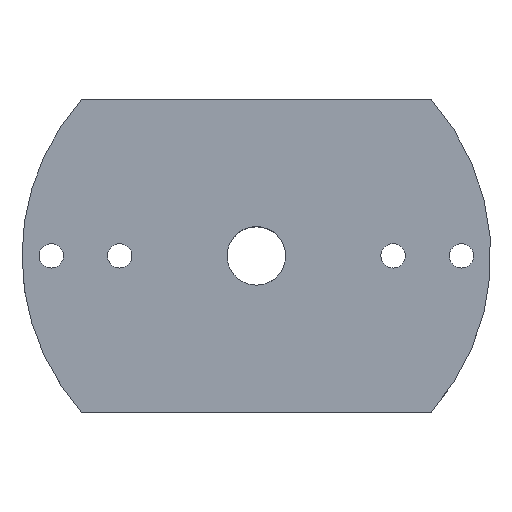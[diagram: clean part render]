
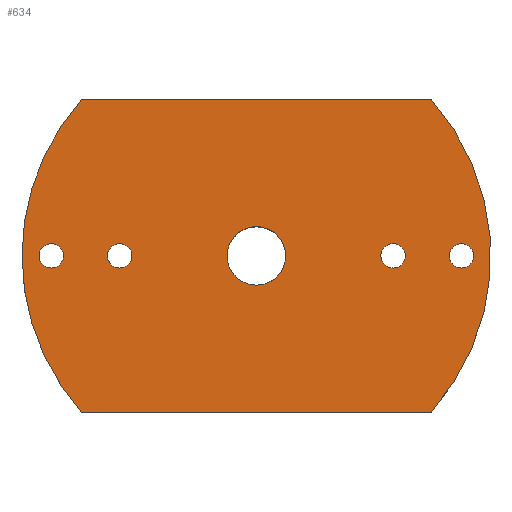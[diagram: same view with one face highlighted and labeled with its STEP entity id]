
A CAD part, top view. The second image highlights one B-rep face of the part: STEP entity #634.
In plain terms, the highlighted planar face has unit normal (0, 0, 1).
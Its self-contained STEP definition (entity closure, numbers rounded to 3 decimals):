
#5 = ORIENTED_EDGE ( 'NONE', *, *, #1435, .F. ) ;
#12 = AXIS2_PLACEMENT_3D ( 'NONE', #1423, #687, #937 ) ;
#26 = VERTEX_POINT ( 'NONE', #498 ) ;
#29 = CIRCLE ( 'NONE', #1369, 1.25 ) ;
#31 = VECTOR ( 'NONE', #1575, 1000. ) ;
#36 = ORIENTED_EDGE ( 'NONE', *, *, #653, .F. ) ;
#59 = EDGE_CURVE ( 'NONE', #364, #181, #956, .T. ) ;
#79 = EDGE_CURVE ( 'NONE', #1076, #26, #29, .T. ) ;
#94 = CARTESIAN_POINT ( 'NONE',  ( 22.25, 0., 16. ) ) ;
#95 = ORIENTED_EDGE ( 'NONE', *, *, #1474, .F. ) ;
#101 = CARTESIAN_POINT ( 'NONE',  ( 15.25, 0., 16. ) ) ;
#118 = DIRECTION ( 'NONE',  ( 1., 0., 0. ) ) ;
#122 = DIRECTION ( 'NONE',  ( 0., 0., 1. ) ) ;
#125 = CARTESIAN_POINT ( 'NONE',  ( 14., 0., 16. ) ) ;
#145 = CARTESIAN_POINT ( 'NONE',  ( -22.25, 0., 16. ) ) ;
#151 = CARTESIAN_POINT ( 'NONE',  ( 19.75, 0., 16. ) ) ;
#163 = DIRECTION ( 'NONE',  ( 0., 0., 1. ) ) ;
#164 = DIRECTION ( 'NONE',  ( 0., 0., 1. ) ) ;
#181 = VERTEX_POINT ( 'NONE', #151 ) ;
#192 = FACE_BOUND ( 'NONE', #762, .T. ) ;
#225 = CIRCLE ( 'NONE', #1390, 3. ) ;
#228 = ORIENTED_EDGE ( 'NONE', *, *, #1052, .F. ) ;
#236 = CIRCLE ( 'NONE', #1412, 24. ) ;
#240 = CARTESIAN_POINT ( 'NONE',  ( -19.75, 0., 16. ) ) ;
#242 = DIRECTION ( 'NONE',  ( 0., 0., 1. ) ) ;
#248 = VERTEX_POINT ( 'NONE', #765 ) ;
#255 = ORIENTED_EDGE ( 'NONE', *, *, #59, .F. ) ;
#260 = AXIS2_PLACEMENT_3D ( 'NONE', #125, #993, #1580 ) ;
#268 = CARTESIAN_POINT ( 'NONE',  ( -33.117, 16., 16. ) ) ;
#269 = CARTESIAN_POINT ( 'NONE',  ( 21., 0., 16. ) ) ;
#320 = CIRCLE ( 'NONE', #260, 1.25 ) ;
#338 = AXIS2_PLACEMENT_3D ( 'NONE', #864, #122, #870 ) ;
#361 = CARTESIAN_POINT ( 'NONE',  ( -33.117, -16., 16. ) ) ;
#364 = VERTEX_POINT ( 'NONE', #94 ) ;
#369 = VERTEX_POINT ( 'NONE', #943 ) ;
#376 = CIRCLE ( 'NONE', #1333, 1.25 ) ;
#414 = ORIENTED_EDGE ( 'NONE', *, *, #785, .T. ) ;
#418 = DIRECTION ( 'NONE',  ( 1., 0., 0. ) ) ;
#432 = ORIENTED_EDGE ( 'NONE', *, *, #1407, .F. ) ;
#436 = CARTESIAN_POINT ( 'NONE',  ( -3., 0., 16. ) ) ;
#498 = CARTESIAN_POINT ( 'NONE',  ( -15.25, 0., 16. ) ) ;
#532 = DIRECTION ( 'NONE',  ( 1., 0., 0. ) ) ;
#533 = CARTESIAN_POINT ( 'NONE',  ( -21., 0., 16. ) ) ;
#545 = CIRCLE ( 'NONE', #1148, 1.25 ) ;
#551 = EDGE_CURVE ( 'NONE', #1461, #717, #545, .T. ) ;
#560 = EDGE_CURVE ( 'NONE', #369, #1151, #641, .T. ) ;
#591 = PLANE ( 'NONE',  #1256 ) ;
#593 = DIRECTION ( 'NONE',  ( 1., 0., 0. ) ) ;
#621 = VERTEX_POINT ( 'NONE', #1003 ) ;
#631 = VERTEX_POINT ( 'NONE', #1472 ) ;
#634 = ADVANCED_FACE ( 'NONE', ( #679, #1516, #192, #1355, #1527, #1530 ), #591, .T. ) ;
#637 = LINE ( 'NONE', #361, #1380 ) ;
#641 = CIRCLE ( 'NONE', #1216, 24. ) ;
#652 = CARTESIAN_POINT ( 'NONE',  ( -14., 0., 16. ) ) ;
#653 = EDGE_CURVE ( 'NONE', #181, #364, #376, .T. ) ;
#658 = ORIENTED_EDGE ( 'NONE', *, *, #909, .T. ) ;
#660 = EDGE_CURVE ( 'NONE', #1146, #369, #236, .T. ) ;
#675 = LINE ( 'NONE', #268, #31 ) ;
#679 = FACE_BOUND ( 'NONE', #1308, .T. ) ;
#687 = DIRECTION ( 'NONE',  ( 0., 0., 1. ) ) ;
#706 = DIRECTION ( 'NONE',  ( 0., 0., 1. ) ) ;
#709 = DIRECTION ( 'NONE',  ( 1., 0., 0. ) ) ;
#717 = VERTEX_POINT ( 'NONE', #145 ) ;
#729 = ORIENTED_EDGE ( 'NONE', *, *, #551, .F. ) ;
#758 = CARTESIAN_POINT ( 'NONE',  ( -14., 0., 16. ) ) ;
#762 = EDGE_LOOP ( 'NONE', ( #5, #95 ) ) ;
#765 = CARTESIAN_POINT ( 'NONE',  ( 17.889, -16., 16. ) ) ;
#784 = CIRCLE ( 'NONE', #952, 24. ) ;
#785 = EDGE_CURVE ( 'NONE', #621, #1146, #675, .T. ) ;
#830 = DIRECTION ( 'NONE',  ( 0., 0., 1. ) ) ;
#837 = DIRECTION ( 'NONE',  ( 0., 0., 1. ) ) ;
#854 = CARTESIAN_POINT ( 'NONE',  ( 21., 0., 16. ) ) ;
#864 = CARTESIAN_POINT ( 'NONE',  ( 14., 0., 16. ) ) ;
#869 = ORIENTED_EDGE ( 'NONE', *, *, #660, .T. ) ;
#870 = DIRECTION ( 'NONE',  ( 1., 0., 0. ) ) ;
#873 = AXIS2_PLACEMENT_3D ( 'NONE', #1550, #706, #1439 ) ;
#877 = DIRECTION ( 'NONE',  ( 0., 0., 1. ) ) ;
#903 = DIRECTION ( 'NONE',  ( 1., 0., 0. ) ) ;
#906 = DIRECTION ( 'NONE',  ( 1., 0., 0. ) ) ;
#909 = EDGE_CURVE ( 'NONE', #1151, #248, #637, .T. ) ;
#931 = EDGE_LOOP ( 'NONE', ( #255, #36 ) ) ;
#937 = DIRECTION ( 'NONE',  ( 1., 0., 0. ) ) ;
#943 = CARTESIAN_POINT ( 'NONE',  ( -24., 0., 16. ) ) ;
#950 = EDGE_LOOP ( 'NONE', ( #432, #1113 ) ) ;
#952 = AXIS2_PLACEMENT_3D ( 'NONE', #1581, #242, #1481 ) ;
#956 = CIRCLE ( 'NONE', #1276, 1.25 ) ;
#993 = DIRECTION ( 'NONE',  ( 0., 0., 1. ) ) ;
#1000 = EDGE_CURVE ( 'NONE', #1025, #1526, #225, .T. ) ;
#1003 = CARTESIAN_POINT ( 'NONE',  ( 17.889, 16., 16. ) ) ;
#1008 = CIRCLE ( 'NONE', #873, 1.25 ) ;
#1025 = VERTEX_POINT ( 'NONE', #1093 ) ;
#1027 = CIRCLE ( 'NONE', #1298, 1.25 ) ;
#1032 = CARTESIAN_POINT ( 'NONE',  ( 0., 0., 16. ) ) ;
#1033 = ORIENTED_EDGE ( 'NONE', *, *, #560, .T. ) ;
#1052 = EDGE_CURVE ( 'NONE', #26, #1076, #1027, .T. ) ;
#1076 = VERTEX_POINT ( 'NONE', #1354 ) ;
#1078 = CARTESIAN_POINT ( 'NONE',  ( 0., 0., 16. ) ) ;
#1080 = DIRECTION ( 'NONE',  ( 1., 0., 0. ) ) ;
#1093 = CARTESIAN_POINT ( 'NONE',  ( 3., 0., 16. ) ) ;
#1105 = CARTESIAN_POINT ( 'NONE',  ( -17.889, 16., 16. ) ) ;
#1113 = ORIENTED_EDGE ( 'NONE', *, *, #1000, .F. ) ;
#1131 = ORIENTED_EDGE ( 'NONE', *, *, #79, .F. ) ;
#1137 = DIRECTION ( 'NONE',  ( 1., 0., 0. ) ) ;
#1146 = VERTEX_POINT ( 'NONE', #1105 ) ;
#1148 = AXIS2_PLACEMENT_3D ( 'NONE', #533, #1268, #418 ) ;
#1151 = VERTEX_POINT ( 'NONE', #1218 ) ;
#1159 = VERTEX_POINT ( 'NONE', #101 ) ;
#1165 = CIRCLE ( 'NONE', #12, 3. ) ;
#1211 = CARTESIAN_POINT ( 'NONE',  ( 0., 0., 16. ) ) ;
#1216 = AXIS2_PLACEMENT_3D ( 'NONE', #1032, #163, #903 ) ;
#1218 = CARTESIAN_POINT ( 'NONE',  ( -17.889, -16., 16. ) ) ;
#1235 = EDGE_CURVE ( 'NONE', #248, #621, #784, .T. ) ;
#1250 = EDGE_CURVE ( 'NONE', #717, #1461, #1008, .T. ) ;
#1256 = AXIS2_PLACEMENT_3D ( 'NONE', #1078, #837, #1137 ) ;
#1265 = EDGE_LOOP ( 'NONE', ( #869, #1033, #658, #1382, #414 ) ) ;
#1268 = DIRECTION ( 'NONE',  ( 0., 0., 1. ) ) ;
#1276 = AXIS2_PLACEMENT_3D ( 'NONE', #269, #164, #906 ) ;
#1298 = AXIS2_PLACEMENT_3D ( 'NONE', #758, #877, #1464 ) ;
#1308 = EDGE_LOOP ( 'NONE', ( #729, #1328 ) ) ;
#1314 = DIRECTION ( 'NONE',  ( 0., 0., 1. ) ) ;
#1328 = ORIENTED_EDGE ( 'NONE', *, *, #1250, .F. ) ;
#1333 = AXIS2_PLACEMENT_3D ( 'NONE', #854, #1314, #709 ) ;
#1348 = EDGE_LOOP ( 'NONE', ( #1131, #228 ) ) ;
#1354 = CARTESIAN_POINT ( 'NONE',  ( -12.75, 0., 16. ) ) ;
#1355 = FACE_BOUND ( 'NONE', #1348, .T. ) ;
#1369 = AXIS2_PLACEMENT_3D ( 'NONE', #652, #1391, #532 ) ;
#1380 = VECTOR ( 'NONE', #1080, 1000. ) ;
#1382 = ORIENTED_EDGE ( 'NONE', *, *, #1235, .T. ) ;
#1390 = AXIS2_PLACEMENT_3D ( 'NONE', #1211, #1559, #593 ) ;
#1391 = DIRECTION ( 'NONE',  ( 0., 0., 1. ) ) ;
#1407 = EDGE_CURVE ( 'NONE', #1526, #1025, #1165, .T. ) ;
#1412 = AXIS2_PLACEMENT_3D ( 'NONE', #1467, #830, #118 ) ;
#1423 = CARTESIAN_POINT ( 'NONE',  ( 0., 0., 16. ) ) ;
#1435 = EDGE_CURVE ( 'NONE', #1159, #631, #320, .T. ) ;
#1439 = DIRECTION ( 'NONE',  ( 1., 0., 0. ) ) ;
#1461 = VERTEX_POINT ( 'NONE', #240 ) ;
#1464 = DIRECTION ( 'NONE',  ( 1., 0., 0. ) ) ;
#1467 = CARTESIAN_POINT ( 'NONE',  ( 0., 0., 16. ) ) ;
#1472 = CARTESIAN_POINT ( 'NONE',  ( 12.75, 0., 16. ) ) ;
#1474 = EDGE_CURVE ( 'NONE', #631, #1159, #1541, .T. ) ;
#1481 = DIRECTION ( 'NONE',  ( 1., 0., 0. ) ) ;
#1516 = FACE_BOUND ( 'NONE', #931, .T. ) ;
#1526 = VERTEX_POINT ( 'NONE', #436 ) ;
#1527 = FACE_BOUND ( 'NONE', #950, .T. ) ;
#1530 = FACE_OUTER_BOUND ( 'NONE', #1265, .T. ) ;
#1541 = CIRCLE ( 'NONE', #338, 1.25 ) ;
#1550 = CARTESIAN_POINT ( 'NONE',  ( -21., 0., 16. ) ) ;
#1559 = DIRECTION ( 'NONE',  ( 0., 0., 1. ) ) ;
#1575 = DIRECTION ( 'NONE',  ( -1., 0., 0. ) ) ;
#1580 = DIRECTION ( 'NONE',  ( 1., 0., 0. ) ) ;
#1581 = CARTESIAN_POINT ( 'NONE',  ( 0., 0., 16. ) ) ;
